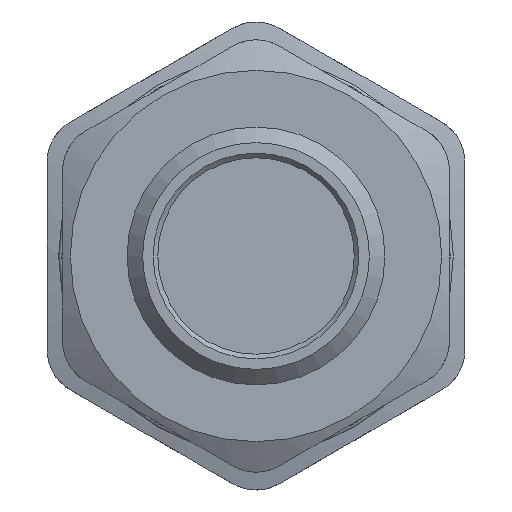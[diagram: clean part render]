
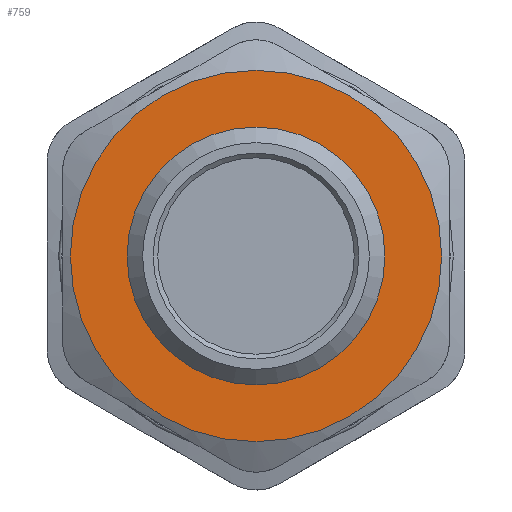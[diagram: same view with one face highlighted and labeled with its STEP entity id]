
A CAD part, front view. The second image highlights one B-rep face of the part: STEP entity #759.
In plain terms, the highlighted planar face has unit normal (0, -1, 0).
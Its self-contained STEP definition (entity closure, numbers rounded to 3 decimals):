
#18=FACE_BOUND('',#166,.T.);
#89=PLANE('',#837);
#120=FACE_OUTER_BOUND('',#165,.T.);
#165=EDGE_LOOP('',(#582));
#166=EDGE_LOOP('',(#583));
#269=CIRCLE('',#838,12.);
#270=CIRCLE('',#839,7.475);
#328=VERTEX_POINT('',#1402);
#329=VERTEX_POINT('',#1404);
#419=EDGE_CURVE('',#328,#328,#269,.T.);
#420=EDGE_CURVE('',#329,#329,#270,.T.);
#582=ORIENTED_EDGE('',*,*,#419,.F.);
#583=ORIENTED_EDGE('',*,*,#420,.T.);
#759=ADVANCED_FACE('',(#120,#18),#89,.T.);
#837=AXIS2_PLACEMENT_3D('',#1401,#956,#957);
#838=AXIS2_PLACEMENT_3D('',#1403,#958,#959);
#839=AXIS2_PLACEMENT_3D('',#1405,#960,#961);
#956=DIRECTION('center_axis',(0.,-1.,0.));
#957=DIRECTION('ref_axis',(0.,0.,-1.));
#958=DIRECTION('center_axis',(0.,1.,0.));
#959=DIRECTION('ref_axis',(1.,0.,0.));
#960=DIRECTION('center_axis',(0.,1.,0.));
#961=DIRECTION('ref_axis',(1.,0.,0.));
#1401=CARTESIAN_POINT('Origin',(-23.853,-15.645,-0.372));
#1402=CARTESIAN_POINT('',(0.147,-15.645,-0.372));
#1403=CARTESIAN_POINT('Origin',(-11.853,-15.645,-0.372));
#1404=CARTESIAN_POINT('',(-4.378,-15.645,-0.372));
#1405=CARTESIAN_POINT('Origin',(-11.853,-15.645,-0.372));
